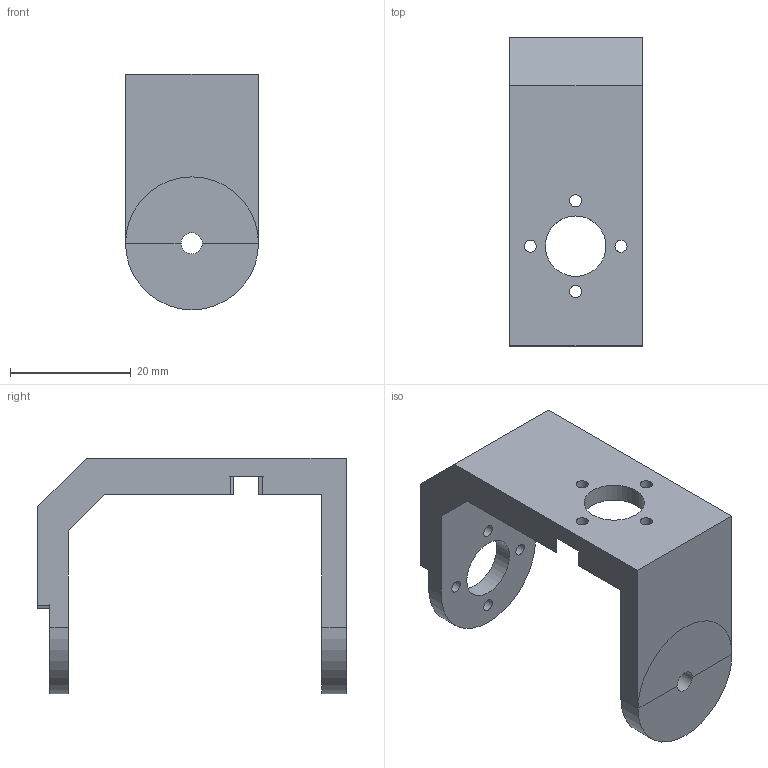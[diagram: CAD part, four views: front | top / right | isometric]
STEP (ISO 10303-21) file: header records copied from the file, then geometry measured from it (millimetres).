
FILE_DESCRIPTION(('FreeCAD Model'),'2;1');
FILE_NAME('legBracket.step' ,'2015-03-13T02:07:23',('FreeCAD'),('FreeCAD'), 'Open CASCADE STEP processor 6.7','FreeCAD','Unknown');
FILE_SCHEMA(('AUTOMOTIVE_DESIGN_CC2 { 1 2 10303 214 -1 1 5 4 }'));
Length unit declared in the file: millimetre
Products named in the file (1): Cut061
Bounding box: 22 x 51 x 39 mm (x, y, z)
Volume: 9926.4 mm3; surface area: 6248.3 mm2
Topology: 1 solids, 1 shells, 35 faces, 98 edges, 64 vertices
Faces by surface type: cylinder 20, plane 15
Full cylindrical faces by diameter (mm): 2 x8, 3.5 x1, 10 x2
Entity records: 2524 total; most frequent: CARTESIAN_POINT 586, DIRECTION 347, ORIENTED_EDGE 196, PCURVE 196, DEFINITIONAL_REPRESENTATION 196, LINE 171, VECTOR 171, EDGE_CURVE 98
